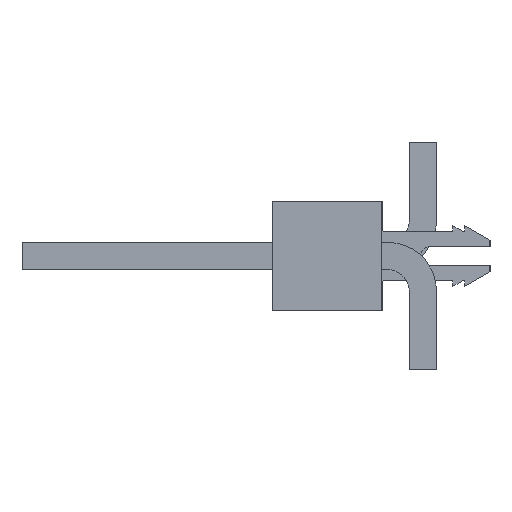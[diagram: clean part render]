
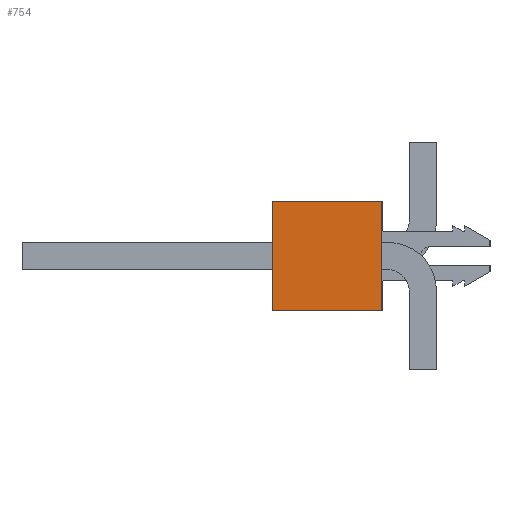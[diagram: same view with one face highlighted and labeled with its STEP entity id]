
A CAD part, left-side view. The second image highlights one B-rep face of the part: STEP entity #754.
In plain terms, the highlighted planar face has unit normal (-1, 0, 0).
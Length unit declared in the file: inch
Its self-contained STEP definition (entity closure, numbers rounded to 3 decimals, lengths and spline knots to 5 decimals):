
#754 = ADVANCED_FACE( '', ( #1705 ), #1706, .F. );
#1705 = FACE_OUTER_BOUND( '', #2815, .T. );
#1706 = PLANE( '', #2816 );
#2815 = EDGE_LOOP( '', ( #5196, #5197, #5198, #5199 ) );
#2816 = AXIS2_PLACEMENT_3D( '', #5200, #5201, #5202 );
#5196 = ORIENTED_EDGE( '', *, *, #7670, .T. );
#5197 = ORIENTED_EDGE( '', *, *, #7327, .F. );
#5198 = ORIENTED_EDGE( '', *, *, #7061, .F. );
#5199 = ORIENTED_EDGE( '', *, *, #7696, .T. );
#5200 = CARTESIAN_POINT( '', ( -0.6, 0.05, -0.05 ) );
#5201 = DIRECTION( '', ( 1., 0., 0. ) );
#5202 = DIRECTION( '', ( 0., 0., -1. ) );
#7061 = EDGE_CURVE( '', #8651, #8653, #8654, .T. );
#7327 = EDGE_CURVE( '', #8653, #9099, #9100, .T. );
#7670 = EDGE_CURVE( '', #9602, #9099, #9603, .T. );
#7696 = EDGE_CURVE( '', #8651, #9602, #9633, .T. );
#8651 = VERTEX_POINT( '', #10899 );
#8653 = VERTEX_POINT( '', #10902 );
#8654 = LINE( '', #10903, #10904 );
#9099 = VERTEX_POINT( '', #11573 );
#9100 = LINE( '', #11574, #11575 );
#9602 = VERTEX_POINT( '', #12339 );
#9603 = LINE( '', #12340, #12341 );
#9633 = LINE( '', #12385, #12386 );
#10899 = CARTESIAN_POINT( '', ( -0.6, 0.05, -0.05 ) );
#10902 = CARTESIAN_POINT( '', ( -0.6, 0.05, 0.05 ) );
#10903 = CARTESIAN_POINT( '', ( -0.6, 0.05, -0.05 ) );
#10904 = VECTOR( '', #13210, 39.37008 );
#11573 = CARTESIAN_POINT( '', ( -0.6, -0.05, 0.05 ) );
#11574 = CARTESIAN_POINT( '', ( -0.6, 0.05, 0.05 ) );
#11575 = VECTOR( '', #13453, 39.37008 );
#12339 = CARTESIAN_POINT( '', ( -0.6, -0.05, -0.05 ) );
#12340 = CARTESIAN_POINT( '', ( -0.6, -0.05, -0.05 ) );
#12341 = VECTOR( '', #13767, 39.37008 );
#12385 = CARTESIAN_POINT( '', ( -0.6, 0.05, -0.05 ) );
#12386 = VECTOR( '', #13788, 39.37008 );
#13210 = DIRECTION( '', ( 0., 0., 1. ) );
#13453 = DIRECTION( '', ( 0., -1., 0. ) );
#13767 = DIRECTION( '', ( 0., 0., 1. ) );
#13788 = DIRECTION( '', ( 0., -1., 0. ) );
